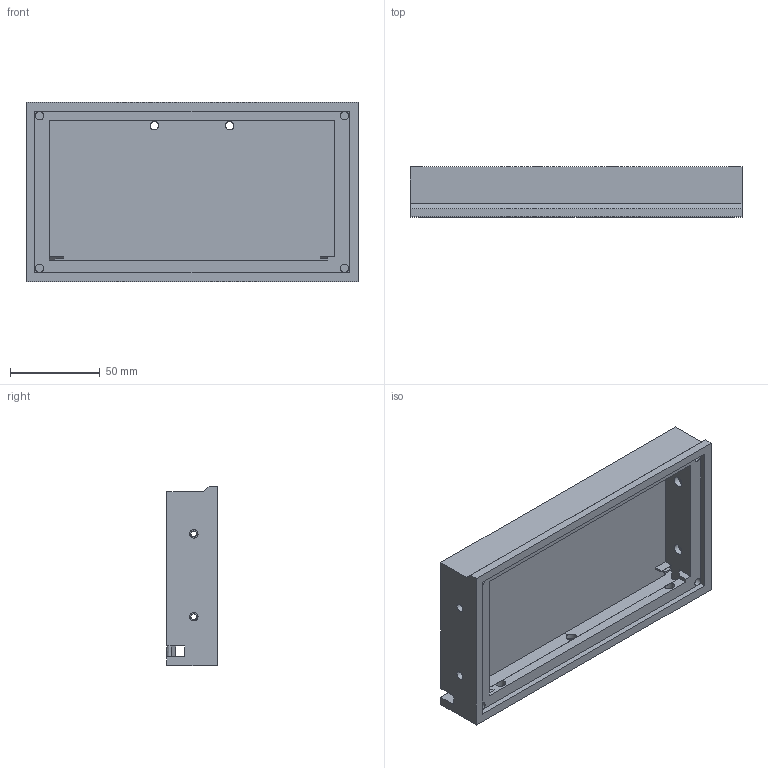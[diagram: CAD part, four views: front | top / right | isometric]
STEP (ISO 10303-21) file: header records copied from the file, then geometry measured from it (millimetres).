
FILE_DESCRIPTION(('HOOPS Exchange Step'),'2;1');
FILE_NAME('LED Panel Extrusion Mount.stp','2026-02-25T16:02:53-05:00',('RED'),('Unknown organisation'),'HOOPS Exchange 2025.8','HOOPS Exchange','Unknown authorisation');
FILE_SCHEMA( ('AP203_CONFIGURATION_CONTROLLED_3D_DESIGN_OF_MECHANICAL_PARTS_AND_ASSEMBLIES_MIM_LF') );
Length unit declared in the file: millimetre
Products named in the file (2): 0; root
Assembly tree (1 placements, depth 2):
  root
    0
Bounding box: 185.06 x 28 x 100 mm (x, y, z)
Volume: 195354.2 mm3; surface area: 67304.8 mm2
Topology: 1 solids, 1 shells, 79 faces, 230 edges, 157 vertices
Faces by surface type: bspline 52, cylinder 18, plane 9
Full cylindrical faces by diameter (mm): 3.2 x5, 4.7 x8, 6 x5
Entity records: 4797 total; most frequent: CARTESIAN_POINT 3063, ORIENTED_EDGE 460, EDGE_CURVE 230, B_SPLINE_CURVE_WITH_KNOTS 171, DIRECTION 157, VERTEX_POINT 157, EDGE_LOOP 105, FACE_BOUND 105
